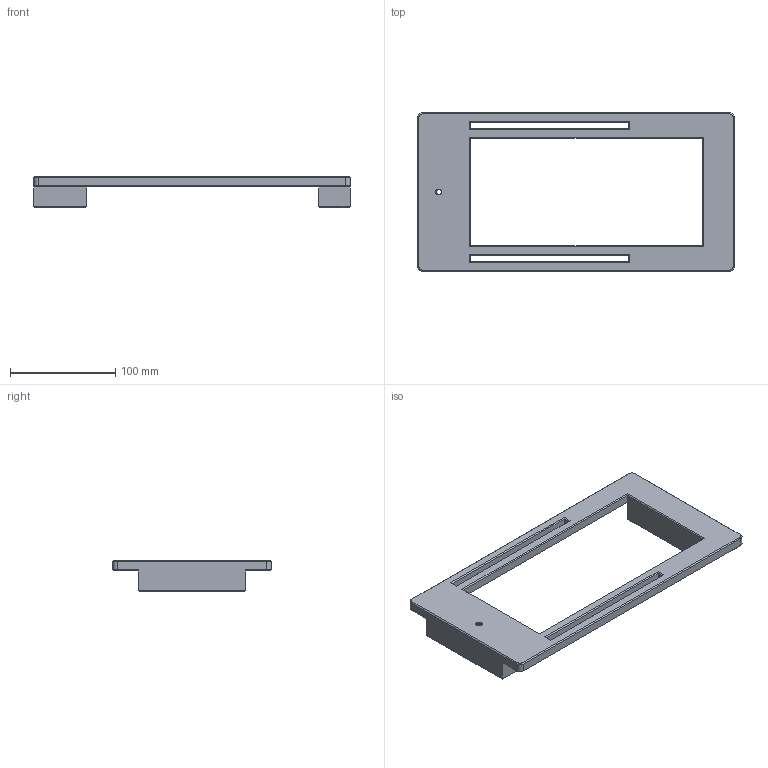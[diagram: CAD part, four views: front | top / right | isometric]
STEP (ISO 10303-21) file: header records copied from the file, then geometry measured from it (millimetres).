
FILE_DESCRIPTION(('FreeCAD Model'),'2;1');
FILE_NAME('Open CASCADE Shape Model','2024-03-25T21:56:30',(''),(''), 'Open CASCADE STEP processor 7.6','FreeCAD','Unknown');
FILE_SCHEMA(('AUTOMOTIVE_DESIGN { 1 0 10303 214 1 1 1 1 }'));
Length unit declared in the file: millimetre
Products named in the file (1): base
Bounding box: 300 x 150 x 29.5 mm (x, y, z)
Volume: 363604.7 mm3; surface area: 72333.5 mm2
Topology: 1 solids, 1 shells, 175 faces, 389 edges, 215 vertices
Faces by surface type: bspline 73, plane 65, cylinder 29, cone 8
Full cylindrical faces by diameter (mm): 5.1 x23
Entity records: 13754 total; most frequent: CARTESIAN_POINT 10485, ORIENTED_EDGE 778, DIRECTION 440, EDGE_CURVE 389, VERTEX_POINT 215, LINE 196, VECTOR 196, FACE_BOUND 182
